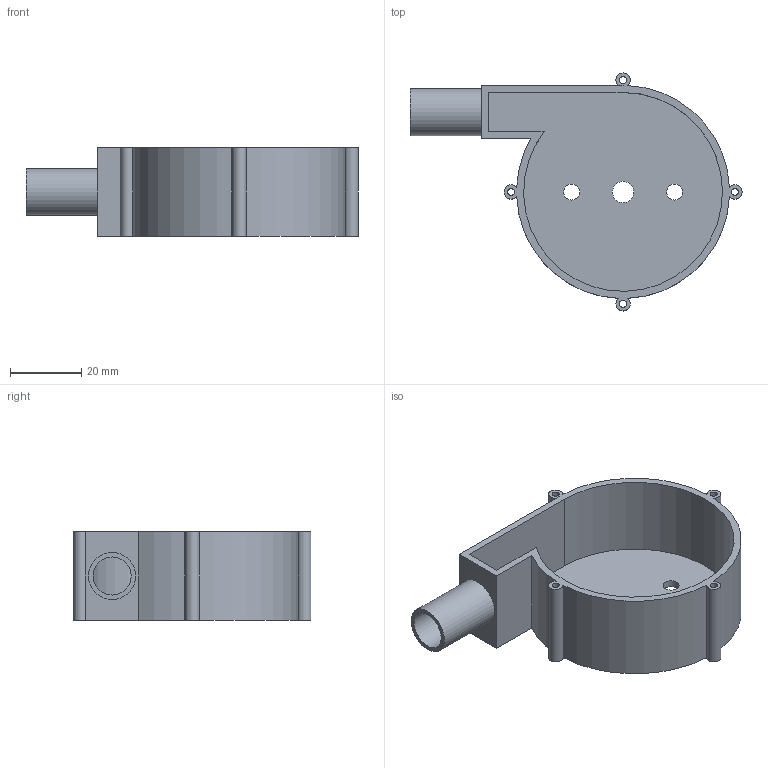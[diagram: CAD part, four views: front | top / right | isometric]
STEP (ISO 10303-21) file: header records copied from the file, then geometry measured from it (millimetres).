
FILE_DESCRIPTION(/* description */ (''),/* implementation_level */ '2;1');
FILE_NAME(/* name */ 'Bottom v3.step',/* time_stamp */ '2024-07-25T09:02:04+02:00',/* author */ (''),/* organization */ (''),/* preprocessor_version */ 'ST-DEVELOPER v20',/* originating_system */ 'Autodesk Translation Framework v13.14.0.145',/* authorisation */ '');
FILE_SCHEMA (('AUTOMOTIVE_DESIGN { 1 0 10303 214 3 1 1 }'));
Length unit declared in the file: millimetre
Products named in the file (1): Bottom
Bounding box: 93.5 x 67 x 25 mm (x, y, z)
Volume: 17937.6 mm3; surface area: 19840.1 mm2
Topology: 2 solids, 2 shells, 33 faces, 84 edges, 54 vertices
Faces by surface type: cylinder 21, plane 12
Full cylindrical faces by diameter (mm): 2 x4, 4.5 x2, 6 x1, 10.75 x2, 13.25 x1
Entity records: 1084 total; most frequent: DIRECTION 194, CARTESIAN_POINT 172, ORIENTED_EDGE 168, EDGE_CURVE 84, AXIS2_PLACEMENT_3D 76, VERTEX_POINT 54, EDGE_LOOP 52, LINE 42
